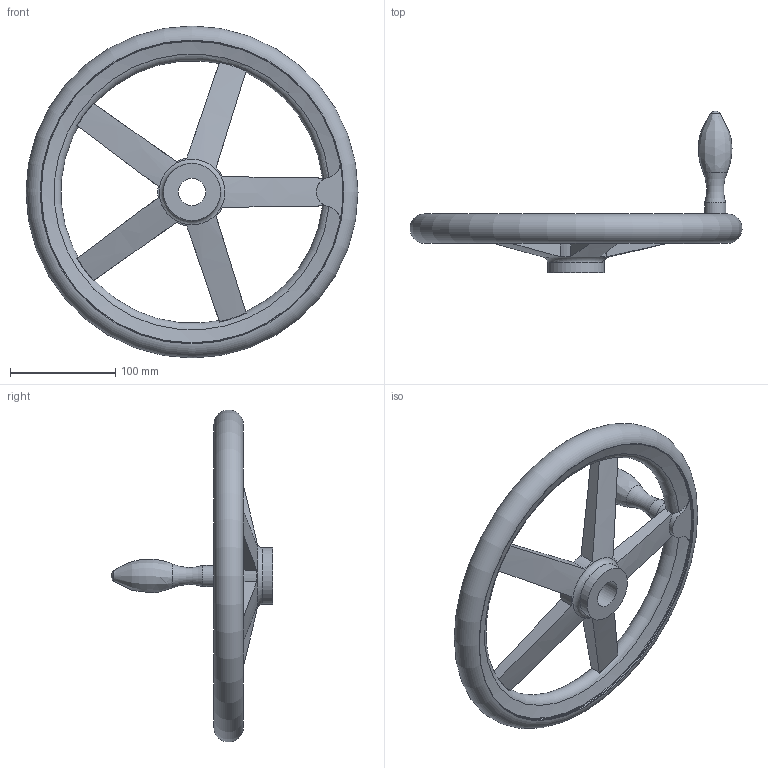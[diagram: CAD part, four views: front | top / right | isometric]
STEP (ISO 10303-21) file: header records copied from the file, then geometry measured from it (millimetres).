
FILE_DESCRIPTION( ( 'STEP AP214' ), '1' );
FILE_NAME( 'K0671.4315X26.stp', '2020-12-09T11:02:27', ( '' ), ( '' ), ' ', 'PARTsolutions', ' ' );
FILE_SCHEMA( ( 'AUTOMOTIVE_DESIGN { 1 0 10303 214 1 1 1 1 }' ) );
Length unit declared in the file: millimetre
Products named in the file (1): _K0671.4315X26
Bounding box: 314.93 x 153.5 x 314.93 mm (x, y, z)
Volume: 856602.8 mm3; surface area: 143256.9 mm2
Topology: 1 solids, 1 shells, 58 faces, 174 edges, 112 vertices
Faces by surface type: torus 21, cylinder 17, plane 14, cone 4, bspline 1, sphere 1
Full cylindrical faces by diameter (mm): 20 x1, 26 x1, 54 x2, 287 x2
Entity records: 2908 total; most frequent: CARTESIAN_POINT 1039, ORIENTED_EDGE 300, DIRECTION 258, EDGE_CURVE 150, AXIS2_PLACEMENT_3D 122, VERTEX_POINT 108, EDGE_LOOP 82, FACE_OUTER_BOUND 73
